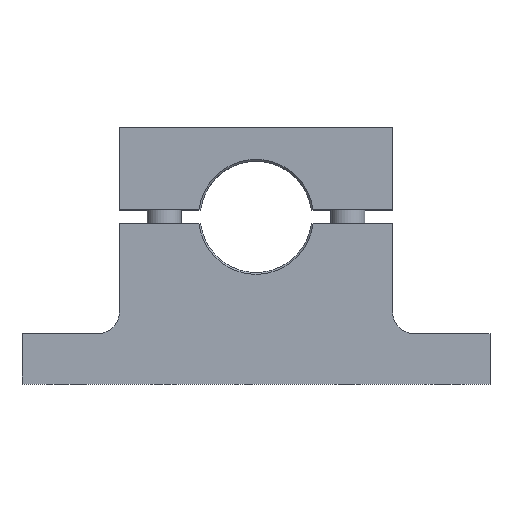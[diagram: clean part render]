
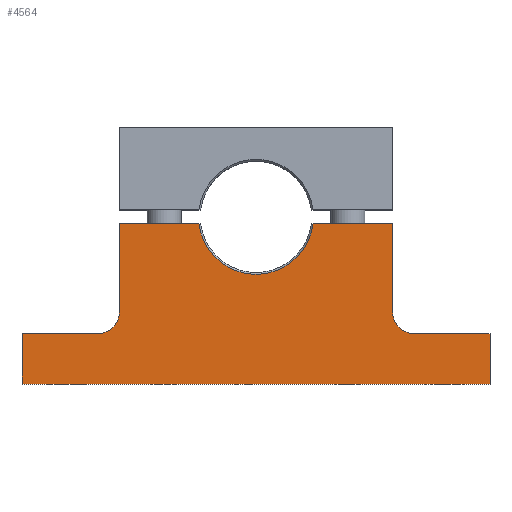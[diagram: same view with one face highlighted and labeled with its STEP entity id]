
A CAD part, top view. The second image highlights one B-rep face of the part: STEP entity #4564.
In plain terms, the highlighted planar face has unit normal (0, 0, 1).
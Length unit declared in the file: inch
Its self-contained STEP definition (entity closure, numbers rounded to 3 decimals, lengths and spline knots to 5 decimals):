
#71 = ORIENTED_EDGE ( 'NONE', *, *, #4312, .F. ) ;
#81 = LINE ( 'NONE', #3573, #2139 ) ;
#164 = DIRECTION ( 'NONE',  ( 0., 0., 1. ) ) ;
#187 = DIRECTION ( 'NONE',  ( 0., 1., 0. ) ) ;
#210 = ORIENTED_EDGE ( 'NONE', *, *, #1163, .F. ) ;
#221 = VERTEX_POINT ( 'NONE', #597 ) ;
#268 = CARTESIAN_POINT ( 'NONE',  ( 0., 0., 0.25 ) ) ;
#272 = ORIENTED_EDGE ( 'NONE', *, *, #296, .F. ) ;
#296 = EDGE_CURVE ( 'NONE', #673, #2650, #816, .T. ) ;
#322 = VERTEX_POINT ( 'NONE', #3181 ) ;
#365 = FACE_OUTER_BOUND ( 'NONE', #1893, .T. ) ;
#366 = CIRCLE ( 'NONE', #2174, 0.3225 ) ;
#576 = CARTESIAN_POINT ( 'NONE',  ( -0.7655, -0.53125, 0.25 ) ) ;
#597 = CARTESIAN_POINT ( 'NONE',  ( -0.7655, -0.03906, 0.25 ) ) ;
#642 = EDGE_CURVE ( 'NONE', #1249, #1808, #4022, .T. ) ;
#651 = DIRECTION ( 'NONE',  ( 0., -1., 0. ) ) ;
#668 = VERTEX_POINT ( 'NONE', #4191 ) ;
#673 = VERTEX_POINT ( 'NONE', #1448 ) ;
#686 = LINE ( 'NONE', #3579, #4720 ) ;
#699 = VECTOR ( 'NONE', #2336, 39.37008 ) ;
#748 = DIRECTION ( 'NONE',  ( 0., 0., -1. ) ) ;
#756 = ORIENTED_EDGE ( 'NONE', *, *, #4963, .F. ) ;
#771 = CARTESIAN_POINT ( 'NONE',  ( 0.8905, -0.65625, 0.25 ) ) ;
#803 = ORIENTED_EDGE ( 'NONE', *, *, #3094, .T. ) ;
#813 = CIRCLE ( 'NONE', #2168, 0.125 ) ;
#816 = LINE ( 'NONE', #3937, #3808 ) ;
#862 = VERTEX_POINT ( 'NONE', #771 ) ;
#917 = ORIENTED_EDGE ( 'NONE', *, *, #1004, .F. ) ;
#963 = DIRECTION ( 'NONE',  ( 1., 0., 0. ) ) ;
#987 = CARTESIAN_POINT ( 'NONE',  ( -0.7655, -0.03906, 0.25 ) ) ;
#1004 = EDGE_CURVE ( 'NONE', #1652, #3882, #686, .T. ) ;
#1035 = LINE ( 'NONE', #987, #4035 ) ;
#1085 = CARTESIAN_POINT ( 'NONE',  ( -0.7655, -0.53125, 0.25 ) ) ;
#1136 = ORIENTED_EDGE ( 'NONE', *, *, #4375, .T. ) ;
#1163 = EDGE_CURVE ( 'NONE', #862, #1421, #4782, .T. ) ;
#1213 = CARTESIAN_POINT ( 'NONE',  ( -0.8905, -0.53125, 0.25 ) ) ;
#1249 = VERTEX_POINT ( 'NONE', #3729 ) ;
#1421 = VERTEX_POINT ( 'NONE', #1925 ) ;
#1448 = CARTESIAN_POINT ( 'NONE',  ( 0.7655, -0.03906, 0.25 ) ) ;
#1621 = DIRECTION ( 'NONE',  ( 1., 0., 0. ) ) ;
#1626 = CARTESIAN_POINT ( 'NONE',  ( -0.8905, -0.65625, 0.25 ) ) ;
#1652 = VERTEX_POINT ( 'NONE', #2416 ) ;
#1808 = VERTEX_POINT ( 'NONE', #4756 ) ;
#1892 = DIRECTION ( 'NONE',  ( 0., -1., 0. ) ) ;
#1893 = EDGE_LOOP ( 'NONE', ( #272, #3621, #1136, #2660, #2758, #2863, #2638, #917, #2107, #756, #71, #210, #803 ) ) ;
#1925 = CARTESIAN_POINT ( 'NONE',  ( 1.3125, -0.65625, 0.25 ) ) ;
#2107 = ORIENTED_EDGE ( 'NONE', *, *, #2770, .F. ) ;
#2139 = VECTOR ( 'NONE', #4322, 39.37008 ) ;
#2168 = AXIS2_PLACEMENT_3D ( 'NONE', #2192, #4935, #2601 ) ;
#2174 = AXIS2_PLACEMENT_3D ( 'NONE', #3088, #748, #3468 ) ;
#2192 = CARTESIAN_POINT ( 'NONE',  ( 0.8905, -0.53125, 0.25 ) ) ;
#2217 = EDGE_CURVE ( 'NONE', #322, #673, #3001, .T. ) ;
#2248 = AXIS2_PLACEMENT_3D ( 'NONE', #268, #2985, #651 ) ;
#2336 = DIRECTION ( 'NONE',  ( 0., 1., 0. ) ) ;
#2416 = CARTESIAN_POINT ( 'NONE',  ( -1.3125, -0.65625, 0.25 ) ) ;
#2485 = CARTESIAN_POINT ( 'NONE',  ( 0., -0.58103, 0.25 ) ) ;
#2601 = DIRECTION ( 'NONE',  ( 1., 0., 0. ) ) ;
#2638 = ORIENTED_EDGE ( 'NONE', *, *, #2938, .T. ) ;
#2650 = VERTEX_POINT ( 'NONE', #4994 ) ;
#2660 = ORIENTED_EDGE ( 'NONE', *, *, #642, .T. ) ;
#2715 = VECTOR ( 'NONE', #963, 39.37008 ) ;
#2725 = CIRCLE ( 'NONE', #3141, 0.125 ) ;
#2730 = CARTESIAN_POINT ( 'NONE',  ( 0.31005, -0.03906, 0.25 ) ) ;
#2758 = ORIENTED_EDGE ( 'NONE', *, *, #4152, .F. ) ;
#2770 = EDGE_CURVE ( 'NONE', #3996, #1652, #4855, .T. ) ;
#2863 = ORIENTED_EDGE ( 'NONE', *, *, #3683, .F. ) ;
#2887 = DIRECTION ( 'NONE',  ( 1., 0., 0. ) ) ;
#2938 = EDGE_CURVE ( 'NONE', #4781, #3882, #2725, .T. ) ;
#2985 = DIRECTION ( 'NONE',  ( 0., 0., -1. ) ) ;
#3000 = LINE ( 'NONE', #576, #4047 ) ;
#3001 = LINE ( 'NONE', #2730, #4961 ) ;
#3053 = CARTESIAN_POINT ( 'NONE',  ( 1.3125, -0.65625, 0.25 ) ) ;
#3088 = CARTESIAN_POINT ( 'NONE',  ( 0., 0., 0.25 ) ) ;
#3094 = EDGE_CURVE ( 'NONE', #862, #2650, #813, .T. ) ;
#3105 = DIRECTION ( 'NONE',  ( 1., 0., 0. ) ) ;
#3141 = AXIS2_PLACEMENT_3D ( 'NONE', #1213, #3965, #1621 ) ;
#3142 = DIRECTION ( 'NONE',  ( 0., -1., 0. ) ) ;
#3181 = CARTESIAN_POINT ( 'NONE',  ( 0.32013, -0.03906, 0.25 ) ) ;
#3238 = PLANE ( 'NONE',  #4962 ) ;
#3319 = DIRECTION ( 'NONE',  ( 1., 0., 0. ) ) ;
#3467 = LINE ( 'NONE', #3053, #4642 ) ;
#3468 = DIRECTION ( 'NONE',  ( 0., -1., 0. ) ) ;
#3573 = CARTESIAN_POINT ( 'NONE',  ( 1.3125, -0.9375, 0.25 ) ) ;
#3579 = CARTESIAN_POINT ( 'NONE',  ( -1.3125, -0.65625, 0.25 ) ) ;
#3621 = ORIENTED_EDGE ( 'NONE', *, *, #2217, .F. ) ;
#3683 = EDGE_CURVE ( 'NONE', #4781, #221, #3000, .T. ) ;
#3729 = CARTESIAN_POINT ( 'NONE',  ( 0., -0.3225, 0.25 ) ) ;
#3808 = VECTOR ( 'NONE', #3142, 39.37008 ) ;
#3882 = VERTEX_POINT ( 'NONE', #1626 ) ;
#3937 = CARTESIAN_POINT ( 'NONE',  ( 0.7655, -0.03906, 0.25 ) ) ;
#3965 = DIRECTION ( 'NONE',  ( 0., 0., -1. ) ) ;
#3996 = VERTEX_POINT ( 'NONE', #4002 ) ;
#4002 = CARTESIAN_POINT ( 'NONE',  ( -1.3125, -0.9375, 0.25 ) ) ;
#4022 = CIRCLE ( 'NONE', #2248, 0.3225 ) ;
#4035 = VECTOR ( 'NONE', #3319, 39.37008 ) ;
#4047 = VECTOR ( 'NONE', #187, 39.37008 ) ;
#4152 = EDGE_CURVE ( 'NONE', #221, #1808, #1035, .T. ) ;
#4191 = CARTESIAN_POINT ( 'NONE',  ( 1.3125, -0.9375, 0.25 ) ) ;
#4312 = EDGE_CURVE ( 'NONE', #1421, #668, #3467, .T. ) ;
#4322 = DIRECTION ( 'NONE',  ( -1., 0., 0. ) ) ;
#4375 = EDGE_CURVE ( 'NONE', #322, #1249, #366, .T. ) ;
#4486 = CARTESIAN_POINT ( 'NONE',  ( 0.8905, -0.65625, 0.25 ) ) ;
#4564 = ADVANCED_FACE ( 'NONE', ( #365 ), #3238, .T. ) ;
#4642 = VECTOR ( 'NONE', #1892, 39.37008 ) ;
#4684 = CARTESIAN_POINT ( 'NONE',  ( -1.3125, -0.9375, 0.25 ) ) ;
#4720 = VECTOR ( 'NONE', #4761, 39.37008 ) ;
#4756 = CARTESIAN_POINT ( 'NONE',  ( -0.32013, -0.03906, 0.25 ) ) ;
#4761 = DIRECTION ( 'NONE',  ( 1., 0., 0. ) ) ;
#4781 = VERTEX_POINT ( 'NONE', #1085 ) ;
#4782 = LINE ( 'NONE', #4486, #2715 ) ;
#4855 = LINE ( 'NONE', #4684, #699 ) ;
#4935 = DIRECTION ( 'NONE',  ( 0., 0., -1. ) ) ;
#4961 = VECTOR ( 'NONE', #3105, 39.37008 ) ;
#4962 = AXIS2_PLACEMENT_3D ( 'NONE', #2485, #164, #2887 ) ;
#4963 = EDGE_CURVE ( 'NONE', #668, #3996, #81, .T. ) ;
#4994 = CARTESIAN_POINT ( 'NONE',  ( 0.7655, -0.53125, 0.25 ) ) ;
